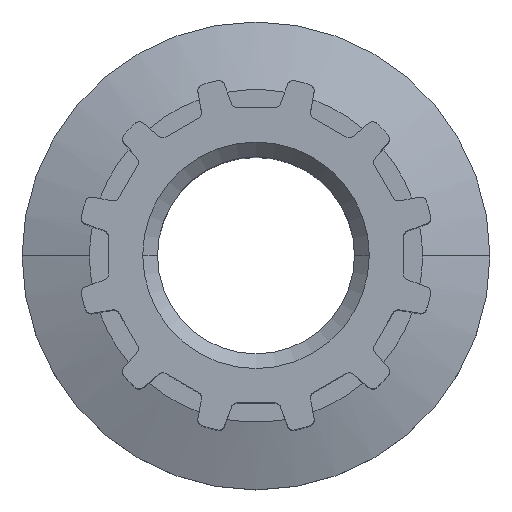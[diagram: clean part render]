
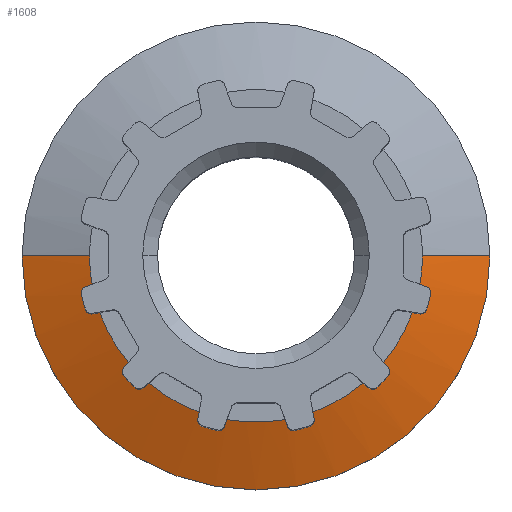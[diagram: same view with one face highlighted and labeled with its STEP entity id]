
A CAD part, top view. The second image highlights one B-rep face of the part: STEP entity #1608.
In plain terms, the highlighted conical face has half-angle 70 degrees and reference radius 4.75 mm.
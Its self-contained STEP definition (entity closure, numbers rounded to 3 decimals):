
#192 = VERTEX_POINT ( 'NONE', #2201 ) ;
#193 = VERTEX_POINT ( 'NONE', #2198 ) ;
#200 = VERTEX_POINT ( 'NONE', #2193 ) ;
#202 = VERTEX_POINT ( 'NONE', #2191 ) ;
#213 = DIRECTION ( 'NONE',  ( 0.94, 0., -0.342 ) ) ;
#215 = CARTESIAN_POINT ( 'NONE',  ( 4.75, 0., -4.1 ) ) ;
#525 = AXIS2_PLACEMENT_3D ( 'NONE', #3208, #3209, #3210 ) ;
#529 = AXIS2_PLACEMENT_3D ( 'NONE', #693, #694, #695 ) ;
#693 = CARTESIAN_POINT ( 'NONE',  ( 0., 0., -3.6 ) ) ;
#694 = DIRECTION ( 'NONE',  ( 0., 0., 1. ) ) ;
#695 = DIRECTION ( 'NONE',  ( 1., 0., 0. ) ) ;
#713 = CARTESIAN_POINT ( 'NONE',  ( 0., 0., -3.6 ) ) ;
#714 = DIRECTION ( 'NONE',  ( 0., 0., 1. ) ) ;
#715 = DIRECTION ( 'NONE',  ( 1., 0., 0. ) ) ;
#733 = CARTESIAN_POINT ( 'NONE',  ( 0., 0., -3.6 ) ) ;
#734 = DIRECTION ( 'NONE',  ( 0., 0., 1. ) ) ;
#735 = DIRECTION ( 'NONE',  ( 1., 0., 0. ) ) ;
#753 = CARTESIAN_POINT ( 'NONE',  ( 0., 0., -3.6 ) ) ;
#754 = DIRECTION ( 'NONE',  ( 0., 0., 1. ) ) ;
#755 = DIRECTION ( 'NONE',  ( 1., 0., 0. ) ) ;
#773 = CARTESIAN_POINT ( 'NONE',  ( 0., 0., -3.6 ) ) ;
#774 = DIRECTION ( 'NONE',  ( 0., 0., 1. ) ) ;
#775 = DIRECTION ( 'NONE',  ( 1., 0., 0. ) ) ;
#840 = CARTESIAN_POINT ( 'NONE',  ( 0., 0., -4.1 ) ) ;
#841 = DIRECTION ( 'NONE',  ( 0., 0., 1. ) ) ;
#842 = DIRECTION ( 'NONE',  ( 1., 0., 0. ) ) ;
#843 = CARTESIAN_POINT ( 'NONE',  ( 0., 0., -3.6 ) ) ;
#844 = DIRECTION ( 'NONE',  ( 0., 0., 1. ) ) ;
#845 = DIRECTION ( 'NONE',  ( 1., 0., 0. ) ) ;
#846 = CARTESIAN_POINT ( 'NONE',  ( 0., 0., -3.6 ) ) ;
#847 = DIRECTION ( 'NONE',  ( 0., 0., 1. ) ) ;
#848 = DIRECTION ( 'NONE',  ( 1., 0., 0. ) ) ;
#849 = CARTESIAN_POINT ( 'NONE',  ( 0., 0., -3.6 ) ) ;
#850 = DIRECTION ( 'NONE',  ( 0., 0., 1. ) ) ;
#851 = DIRECTION ( 'NONE',  ( 1., 0., 0. ) ) ;
#852 = CARTESIAN_POINT ( 'NONE',  ( 0., 0., -3.6 ) ) ;
#853 = DIRECTION ( 'NONE',  ( 0., 0., 1. ) ) ;
#854 = DIRECTION ( 'NONE',  ( 1., 0., 0. ) ) ;
#855 = CARTESIAN_POINT ( 'NONE',  ( 0., 0., -3.6 ) ) ;
#856 = DIRECTION ( 'NONE',  ( 0., 0., 1. ) ) ;
#857 = DIRECTION ( 'NONE',  ( 1., 0., 0. ) ) ;
#860 = CARTESIAN_POINT ( 'NONE',  ( 0., 0., -3.6 ) ) ;
#861 = DIRECTION ( 'NONE',  ( 0., 0., 1. ) ) ;
#862 = DIRECTION ( 'NONE',  ( 1., 0., 0. ) ) ;
#865 = CARTESIAN_POINT ( 'NONE',  ( 0., 0., -3.6 ) ) ;
#866 = DIRECTION ( 'NONE',  ( 0., 0., 1. ) ) ;
#867 = DIRECTION ( 'NONE',  ( 1., 0., 0. ) ) ;
#1029 = LINE ( 'NONE', #3662, #1031 ) ;
#1031 = VECTOR ( 'NONE', #3661, 1000. ) ;
#1214 = CIRCLE ( 'NONE', #525, 3.376 ) ;
#1226 = CIRCLE ( 'NONE', #529, 3.376 ) ;
#1238 = CIRCLE ( 'NONE', #3821, 3.376 ) ;
#1250 = CIRCLE ( 'NONE', #3825, 3.376 ) ;
#1262 = CIRCLE ( 'NONE', #3829, 3.376 ) ;
#1274 = CIRCLE ( 'NONE', #3833, 3.376 ) ;
#1313 = CIRCLE ( 'NONE', #3847, 3.376 ) ;
#1320 = CIRCLE ( 'NONE', #3845, 4.75 ) ;
#1322 = CIRCLE ( 'NONE', #3846, 3.376 ) ;
#1324 = CIRCLE ( 'NONE', #3848, 3.376 ) ;
#1325 = CIRCLE ( 'NONE', #3849, 3.376 ) ;
#1326 = CIRCLE ( 'NONE', #3850, 3.376 ) ;
#1327 = CIRCLE ( 'NONE', #3851, 3.376 ) ;
#1328 = CIRCLE ( 'NONE', #3852, 3.376 ) ;
#1608 = ADVANCED_FACE ( 'NONE', ( #2323 ), #2316, .T. ) ;
#1708 = EDGE_CURVE ( 'NONE', #200, #202, #1971, .T. ) ;
#1809 = EDGE_CURVE ( 'NONE', #193, #192, #1029, .T. ) ;
#1971 = LINE ( 'NONE', #215, #1973 ) ;
#1973 = VECTOR ( 'NONE', #213, 1000. ) ;
#2020 = DIRECTION ( 'NONE',  ( 0., 0., -1. ) ) ;
#2022 = CARTESIAN_POINT ( 'NONE',  ( 0., 0., -4.1 ) ) ;
#2023 = DIRECTION ( 'NONE',  ( -1., 0., 0. ) ) ;
#2191 = CARTESIAN_POINT ( 'NONE',  ( 4.75, 0., -4.1 ) ) ;
#2193 = CARTESIAN_POINT ( 'NONE',  ( 3.376, 0., -3.6 ) ) ;
#2198 = CARTESIAN_POINT ( 'NONE',  ( -3.376, 0., -3.6 ) ) ;
#2201 = CARTESIAN_POINT ( 'NONE',  ( -4.75, 0., -4.1 ) ) ;
#2316 = CONICAL_SURFACE ( 'NONE', #4169, 4.75, 1.222 ) ;
#2323 = FACE_OUTER_BOUND ( 'NONE', #3537, .T. ) ;
#2826 = CARTESIAN_POINT ( 'NONE',  ( -2.585, -2.172, -3.6 ) ) ;
#2829 = CARTESIAN_POINT ( 'NONE',  ( -2.172, -2.585, -3.6 ) ) ;
#2897 = CARTESIAN_POINT ( 'NONE',  ( -3.325, -0.588, -3.6 ) ) ;
#2898 = CARTESIAN_POINT ( 'NONE',  ( -3.173, -1.153, -3.6 ) ) ;
#2901 = CARTESIAN_POINT ( 'NONE',  ( 3.325, -0.588, -3.6 ) ) ;
#2903 = CARTESIAN_POINT ( 'NONE',  ( -0.588, -3.325, -3.6 ) ) ;
#2905 = CARTESIAN_POINT ( 'NONE',  ( -1.153, -3.173, -3.6 ) ) ;
#2908 = CARTESIAN_POINT ( 'NONE',  ( 0.588, -3.325, -3.6 ) ) ;
#2914 = CARTESIAN_POINT ( 'NONE',  ( 2.585, -2.172, -3.6 ) ) ;
#2917 = CARTESIAN_POINT ( 'NONE',  ( 3.173, -1.153, -3.6 ) ) ;
#2923 = CARTESIAN_POINT ( 'NONE',  ( 1.153, -3.173, -3.6 ) ) ;
#2924 = CARTESIAN_POINT ( 'NONE',  ( 2.172, -2.585, -3.6 ) ) ;
#3208 = CARTESIAN_POINT ( 'NONE',  ( 0., 0., -3.6 ) ) ;
#3209 = DIRECTION ( 'NONE',  ( 0., 0., 1. ) ) ;
#3210 = DIRECTION ( 'NONE',  ( 1., 0., 0. ) ) ;
#3369 = ORIENTED_EDGE ( 'NONE', *, *, #4082, .T. ) ;
#3370 = ORIENTED_EDGE ( 'NONE', *, *, #1809, .T. ) ;
#3371 = ORIENTED_EDGE ( 'NONE', *, *, #4089, .F. ) ;
#3372 = ORIENTED_EDGE ( 'NONE', *, *, #4013, .F. ) ;
#3373 = ORIENTED_EDGE ( 'NONE', *, *, #4088, .F. ) ;
#3374 = ORIENTED_EDGE ( 'NONE', *, *, #4021, .F. ) ;
#3375 = ORIENTED_EDGE ( 'NONE', *, *, #4087, .F. ) ;
#3376 = ORIENTED_EDGE ( 'NONE', *, *, #4029, .F. ) ;
#3377 = ORIENTED_EDGE ( 'NONE', *, *, #4086, .F. ) ;
#3378 = ORIENTED_EDGE ( 'NONE', *, *, #4037, .F. ) ;
#3379 = ORIENTED_EDGE ( 'NONE', *, *, #4085, .F. ) ;
#3380 = ORIENTED_EDGE ( 'NONE', *, *, #4045, .F. ) ;
#3381 = ORIENTED_EDGE ( 'NONE', *, *, #4084, .F. ) ;
#3382 = ORIENTED_EDGE ( 'NONE', *, *, #4053, .F. ) ;
#3383 = ORIENTED_EDGE ( 'NONE', *, *, #4083, .F. ) ;
#3384 = ORIENTED_EDGE ( 'NONE', *, *, #1708, .F. ) ;
#3399 = VERTEX_POINT ( 'NONE', #2829 ) ;
#3400 = VERTEX_POINT ( 'NONE', #2826 ) ;
#3468 = VERTEX_POINT ( 'NONE', #2897 ) ;
#3469 = VERTEX_POINT ( 'NONE', #2898 ) ;
#3472 = VERTEX_POINT ( 'NONE', #2901 ) ;
#3474 = VERTEX_POINT ( 'NONE', #2903 ) ;
#3476 = VERTEX_POINT ( 'NONE', #2905 ) ;
#3479 = VERTEX_POINT ( 'NONE', #2908 ) ;
#3485 = VERTEX_POINT ( 'NONE', #2914 ) ;
#3488 = VERTEX_POINT ( 'NONE', #2917 ) ;
#3494 = VERTEX_POINT ( 'NONE', #2923 ) ;
#3495 = VERTEX_POINT ( 'NONE', #2924 ) ;
#3537 = EDGE_LOOP ( 'NONE', ( #3384, #3383, #3382, #3381, #3380, #3379, #3378, #3377, #3376, #3375, #3374, #3373, #3372, #3371, #3370, #3369 ) ) ;
#3661 = DIRECTION ( 'NONE',  ( -0.94, 0., -0.342 ) ) ;
#3662 = CARTESIAN_POINT ( 'NONE',  ( -4.75, 0., -4.1 ) ) ;
#3821 = AXIS2_PLACEMENT_3D ( 'NONE', #713, #714, #715 ) ;
#3825 = AXIS2_PLACEMENT_3D ( 'NONE', #733, #734, #735 ) ;
#3829 = AXIS2_PLACEMENT_3D ( 'NONE', #753, #754, #755 ) ;
#3833 = AXIS2_PLACEMENT_3D ( 'NONE', #773, #774, #775 ) ;
#3845 = AXIS2_PLACEMENT_3D ( 'NONE', #840, #841, #842 ) ;
#3846 = AXIS2_PLACEMENT_3D ( 'NONE', #843, #844, #845 ) ;
#3847 = AXIS2_PLACEMENT_3D ( 'NONE', #846, #847, #848 ) ;
#3848 = AXIS2_PLACEMENT_3D ( 'NONE', #849, #850, #851 ) ;
#3849 = AXIS2_PLACEMENT_3D ( 'NONE', #852, #853, #854 ) ;
#3850 = AXIS2_PLACEMENT_3D ( 'NONE', #855, #856, #857 ) ;
#3851 = AXIS2_PLACEMENT_3D ( 'NONE', #860, #861, #862 ) ;
#3852 = AXIS2_PLACEMENT_3D ( 'NONE', #865, #866, #867 ) ;
#4013 = EDGE_CURVE ( 'NONE', #3468, #3469, #1214, .T. ) ;
#4021 = EDGE_CURVE ( 'NONE', #3400, #3399, #1226, .T. ) ;
#4029 = EDGE_CURVE ( 'NONE', #3476, #3474, #1238, .T. ) ;
#4037 = EDGE_CURVE ( 'NONE', #3479, #3494, #1250, .T. ) ;
#4045 = EDGE_CURVE ( 'NONE', #3495, #3485, #1262, .T. ) ;
#4053 = EDGE_CURVE ( 'NONE', #3488, #3472, #1274, .T. ) ;
#4082 = EDGE_CURVE ( 'NONE', #192, #202, #1320, .T. ) ;
#4083 = EDGE_CURVE ( 'NONE', #3472, #200, #1322, .T. ) ;
#4084 = EDGE_CURVE ( 'NONE', #3485, #3488, #1313, .T. ) ;
#4085 = EDGE_CURVE ( 'NONE', #3494, #3495, #1324, .T. ) ;
#4086 = EDGE_CURVE ( 'NONE', #3474, #3479, #1325, .T. ) ;
#4087 = EDGE_CURVE ( 'NONE', #3399, #3476, #1326, .T. ) ;
#4088 = EDGE_CURVE ( 'NONE', #3469, #3400, #1327, .T. ) ;
#4089 = EDGE_CURVE ( 'NONE', #193, #3468, #1328, .T. ) ;
#4169 = AXIS2_PLACEMENT_3D ( 'NONE', #2022, #2020, #2023 ) ;
